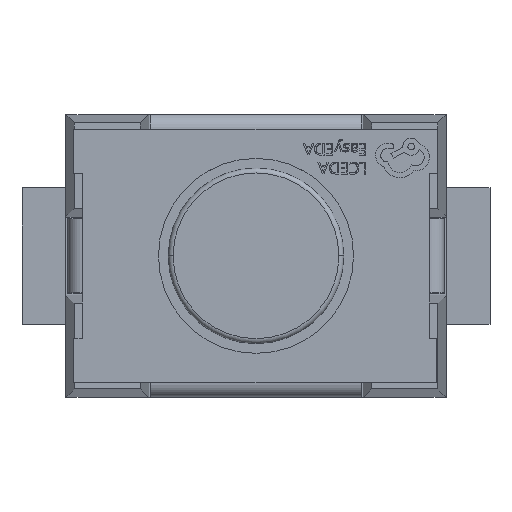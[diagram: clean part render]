
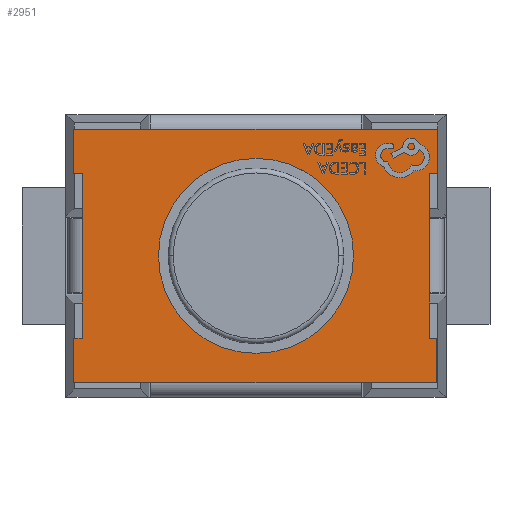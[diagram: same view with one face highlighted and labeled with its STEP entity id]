
A CAD part, top view. The second image highlights one B-rep face of the part: STEP entity #2951.
In plain terms, the highlighted planar face has unit normal (0, 0, 1).
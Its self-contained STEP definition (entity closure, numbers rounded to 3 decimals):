
#432=EDGE_CURVE('',#433,#435,#437,.T.);
#433=VERTEX_POINT('',#434);
#434=CARTESIAN_POINT('',(-1.,0.,1.55));
#435=VERTEX_POINT('',#436);
#436=CARTESIAN_POINT('',(1.,0.,1.55));
#437=CIRCLE('',#438,1.);
#438=AXIS2_PLACEMENT_3D('',#439,#440,#441);
#439=CARTESIAN_POINT('',(0.,0.,1.55));
#440=DIRECTION('',(0.0,0.0,1.0));
#441=DIRECTION('',(1.0,0.0,0.0));
#2951=ADVANCED_FACE('',(#2952,#3114),#3124,.T.);
#2952=FACE_BOUND('',#2953,.T.);
#2953=EDGE_LOOP('',(#2954,#2964,#2972,#2980,#2988,#2996,#3004,#3012,#3020,#3028,#3036,#3044,#3052,#3060,#3068,#3076,#3084,#3092,#3100,#3108));
#2954=ORIENTED_EDGE('',*,*,#2955,.T.);
#2955=EDGE_CURVE('',#2956,#2958,#2960,.T.);
#2956=VERTEX_POINT('',#2957);
#2957=CARTESIAN_POINT('',(1.78,-0.846,1.55));
#2958=VERTEX_POINT('',#2959);
#2959=CARTESIAN_POINT('',(1.78,-0.38,1.55));
#2960=LINE('',#2961,#2962);
#2961=CARTESIAN_POINT('',(1.78,-0.846,1.55));
#2962=VECTOR('',#2963,1.0);
#2963=DIRECTION('',(0.,1.0,0.0));
#2964=ORIENTED_EDGE('',*,*,#2965,.T.);
#2965=EDGE_CURVE('',#2958,#2966,#2968,.T.);
#2966=VERTEX_POINT('',#2967);
#2967=CARTESIAN_POINT('',(1.78,0.38,1.55));
#2968=LINE('',#2969,#2970);
#2969=CARTESIAN_POINT('',(1.78,0.38,1.55));
#2970=VECTOR('',#2971,1.0);
#2971=DIRECTION('',(0.0,1.0,0.0));
#2972=ORIENTED_EDGE('',*,*,#2973,.T.);
#2973=EDGE_CURVE('',#2966,#2974,#2976,.T.);
#2974=VERTEX_POINT('',#2975);
#2975=CARTESIAN_POINT('',(1.78,0.846,1.55));
#2976=LINE('',#2977,#2978);
#2977=CARTESIAN_POINT('',(1.78,0.846,1.55));
#2978=VECTOR('',#2979,1.0);
#2979=DIRECTION('',(0.,1.0,0.0));
#2980=ORIENTED_EDGE('',*,*,#2981,.T.);
#2981=EDGE_CURVE('',#2974,#2982,#2984,.T.);
#2982=VERTEX_POINT('',#2983);
#2983=CARTESIAN_POINT('',(1.864,0.846,1.55));
#2984=LINE('',#2985,#2986);
#2985=CARTESIAN_POINT('',(1.864,0.846,1.55));
#2986=VECTOR('',#2987,1.0);
#2987=DIRECTION('',(1.0,0.,0.0));
#2988=ORIENTED_EDGE('',*,*,#2989,.T.);
#2989=EDGE_CURVE('',#2982,#2990,#2992,.T.);
#2990=VERTEX_POINT('',#2991);
#2991=CARTESIAN_POINT('',(1.864,1.3,1.55));
#2992=LINE('',#2993,#2994);
#2993=CARTESIAN_POINT('',(1.864,0.846,1.55));
#2994=VECTOR('',#2995,1.0);
#2995=DIRECTION('',(0.0,1.0,0.0));
#2996=ORIENTED_EDGE('',*,*,#2997,.T.);
#2997=EDGE_CURVE('',#2990,#2998,#3000,.T.);
#2998=VERTEX_POINT('',#2999);
#2999=CARTESIAN_POINT('',(1.08,1.3,1.55));
#3000=LINE('',#3001,#3002);
#3001=CARTESIAN_POINT('',(1.08,1.3,1.55));
#3002=VECTOR('',#3003,1.0);
#3003=DIRECTION('',(-1.0,0.,0.0));
#3004=ORIENTED_EDGE('',*,*,#3005,.T.);
#3005=EDGE_CURVE('',#2998,#3006,#3008,.T.);
#3006=VERTEX_POINT('',#3007);
#3007=CARTESIAN_POINT('',(-1.08,1.3,1.55));
#3008=LINE('',#3009,#3010);
#3009=CARTESIAN_POINT('',(-1.08,1.3,1.55));
#3010=VECTOR('',#3011,1.0);
#3011=DIRECTION('',(-1.0,0.,0.0));
#3012=ORIENTED_EDGE('',*,*,#3013,.T.);
#3013=EDGE_CURVE('',#3006,#3014,#3016,.T.);
#3014=VERTEX_POINT('',#3015);
#3015=CARTESIAN_POINT('',(-1.871,1.3,1.55));
#3016=LINE('',#3017,#3018);
#3017=CARTESIAN_POINT('',(-1.08,1.3,1.55));
#3018=VECTOR('',#3019,1.0);
#3019=DIRECTION('',(-1.0,0.0,0.0));
#3020=ORIENTED_EDGE('',*,*,#3021,.T.);
#3021=EDGE_CURVE('',#3014,#3022,#3024,.T.);
#3022=VERTEX_POINT('',#3023);
#3023=CARTESIAN_POINT('',(-1.871,0.846,1.55));
#3024=LINE('',#3025,#3026);
#3025=CARTESIAN_POINT('',(-1.871,1.3,1.55));
#3026=VECTOR('',#3027,1.0);
#3027=DIRECTION('',(0.,-1.0,0.0));
#3028=ORIENTED_EDGE('',*,*,#3029,.T.);
#3029=EDGE_CURVE('',#3022,#3030,#3032,.T.);
#3030=VERTEX_POINT('',#3031);
#3031=CARTESIAN_POINT('',(-1.78,0.846,1.55));
#3032=LINE('',#3033,#3034);
#3033=CARTESIAN_POINT('',(-1.871,0.846,1.55));
#3034=VECTOR('',#3035,1.0);
#3035=DIRECTION('',(1.0,0.0,0.0));
#3036=ORIENTED_EDGE('',*,*,#3037,.T.);
#3037=EDGE_CURVE('',#3030,#3038,#3040,.T.);
#3038=VERTEX_POINT('',#3039);
#3039=CARTESIAN_POINT('',(-1.78,0.38,1.55));
#3040=LINE('',#3041,#3042);
#3041=CARTESIAN_POINT('',(-1.78,0.846,1.55));
#3042=VECTOR('',#3043,1.0);
#3043=DIRECTION('',(0.,-1.0,0.0));
#3044=ORIENTED_EDGE('',*,*,#3045,.T.);
#3045=EDGE_CURVE('',#3038,#3046,#3048,.T.);
#3046=VERTEX_POINT('',#3047);
#3047=CARTESIAN_POINT('',(-1.78,-0.38,1.55));
#3048=LINE('',#3049,#3050);
#3049=CARTESIAN_POINT('',(-1.78,-0.38,1.55));
#3050=VECTOR('',#3051,1.0);
#3051=DIRECTION('',(0.0,-1.0,0.0));
#3052=ORIENTED_EDGE('',*,*,#3053,.T.);
#3053=EDGE_CURVE('',#3046,#3054,#3056,.T.);
#3054=VERTEX_POINT('',#3055);
#3055=CARTESIAN_POINT('',(-1.78,-0.846,1.55));
#3056=LINE('',#3057,#3058);
#3057=CARTESIAN_POINT('',(-1.78,-0.846,1.55));
#3058=VECTOR('',#3059,1.0);
#3059=DIRECTION('',(0.,-1.0,0.0));
#3060=ORIENTED_EDGE('',*,*,#3061,.T.);
#3061=EDGE_CURVE('',#3054,#3062,#3064,.T.);
#3062=VERTEX_POINT('',#3063);
#3063=CARTESIAN_POINT('',(-1.871,-0.846,1.55));
#3064=LINE('',#3065,#3066);
#3065=CARTESIAN_POINT('',(-1.871,-0.846,1.55));
#3066=VECTOR('',#3067,1.0);
#3067=DIRECTION('',(-1.0,0.0,0.0));
#3068=ORIENTED_EDGE('',*,*,#3069,.T.);
#3069=EDGE_CURVE('',#3062,#3070,#3072,.T.);
#3070=VERTEX_POINT('',#3071);
#3071=CARTESIAN_POINT('',(-1.871,-1.3,1.55));
#3072=LINE('',#3073,#3074);
#3073=CARTESIAN_POINT('',(-1.871,-0.846,1.55));
#3074=VECTOR('',#3075,1.0);
#3075=DIRECTION('',(0.,-1.0,0.0));
#3076=ORIENTED_EDGE('',*,*,#3077,.T.);
#3077=EDGE_CURVE('',#3070,#3078,#3080,.T.);
#3078=VERTEX_POINT('',#3079);
#3079=CARTESIAN_POINT('',(-1.08,-1.3,1.55));
#3080=LINE('',#3081,#3082);
#3081=CARTESIAN_POINT('',(-1.08,-1.3,1.55));
#3082=VECTOR('',#3083,1.0);
#3083=DIRECTION('',(1.0,0.0,0.0));
#3084=ORIENTED_EDGE('',*,*,#3085,.T.);
#3085=EDGE_CURVE('',#3078,#3086,#3088,.T.);
#3086=VERTEX_POINT('',#3087);
#3087=CARTESIAN_POINT('',(1.08,-1.3,1.55));
#3088=LINE('',#3089,#3090);
#3089=CARTESIAN_POINT('',(1.08,-1.3,1.55));
#3090=VECTOR('',#3091,1.0);
#3091=DIRECTION('',(1.0,0.,0.0));
#3092=ORIENTED_EDGE('',*,*,#3093,.T.);
#3093=EDGE_CURVE('',#3086,#3094,#3096,.T.);
#3094=VERTEX_POINT('',#3095);
#3095=CARTESIAN_POINT('',(1.855,-1.3,1.55));
#3096=LINE('',#3097,#3098);
#3097=CARTESIAN_POINT('',(1.08,-1.3,1.55));
#3098=VECTOR('',#3099,1.0);
#3099=DIRECTION('',(1.0,0.,0.0));
#3100=ORIENTED_EDGE('',*,*,#3101,.T.);
#3101=EDGE_CURVE('',#3094,#3102,#3104,.T.);
#3102=VERTEX_POINT('',#3103);
#3103=CARTESIAN_POINT('',(1.855,-0.845,1.55));
#3104=LINE('',#3105,#3106);
#3105=CARTESIAN_POINT('',(1.855,-0.845,1.55));
#3106=VECTOR('',#3107,1.0);
#3107=DIRECTION('',(0.0,1.0,0.0));
#3108=ORIENTED_EDGE('',*,*,#3109,.T.);
#3109=EDGE_CURVE('',#3102,#2956,#3110,.T.);
#3110=LINE('',#3111,#3112);
#3111=CARTESIAN_POINT('',(1.855,-0.845,1.55));
#3112=VECTOR('',#3113,1.0);
#3113=DIRECTION('',(-1.,-0.016,0.0));
#3114=FACE_BOUND('',#3115,.T.);
#3115=EDGE_LOOP('',(#3116,#3117));
#3116=ORIENTED_EDGE('',*,*,#432,.F.);
#3117=ORIENTED_EDGE('',*,*,#3118,.T.);
#3118=EDGE_CURVE('',#433,#435,#3119,.F.);
#3119=CIRCLE('',#3120,1.);
#3120=AXIS2_PLACEMENT_3D('',#3121,#3122,#3123);
#3121=CARTESIAN_POINT('',(0.,0.,1.55));
#3122=DIRECTION('',(0.0,0.0,1.0));
#3123=DIRECTION('',(1.0,0.0,0.0));
#3124=PLANE('',#3125);
#3125=AXIS2_PLACEMENT_3D('',#3126,#3127,#3128);
#3126=CARTESIAN_POINT('',(0.0,0.0,1.55));
#3127=DIRECTION('',(0.0,0.0,1.0));
#3128=DIRECTION('',(1.0,0.0,0.0));
